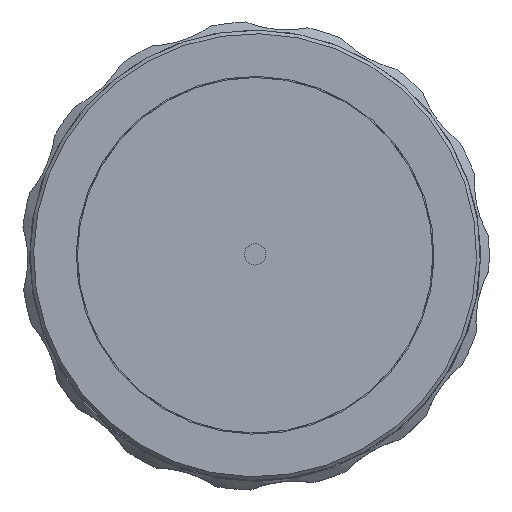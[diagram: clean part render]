
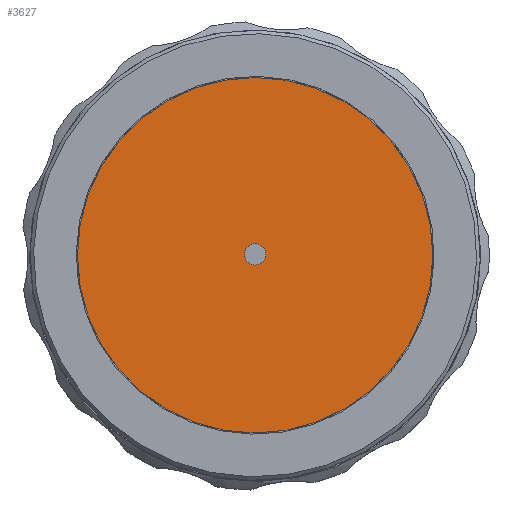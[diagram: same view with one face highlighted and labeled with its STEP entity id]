
A CAD part, top view. The second image highlights one B-rep face of the part: STEP entity #3627.
In plain terms, the highlighted planar face has unit normal (0, 0, 1).
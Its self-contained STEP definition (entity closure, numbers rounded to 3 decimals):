
#932 = DIRECTION ( 'NONE',  ( 1., 0., 0. ) ) ;
#999 = AXIS2_PLACEMENT_3D ( 'NONE', #2617, #3956, #932 ) ;
#1138 = DIRECTION ( 'NONE',  ( -1., 0., 0. ) ) ;
#1824 = EDGE_LOOP ( 'NONE', ( #3000 ) ) ;
#1827 = EDGE_CURVE ( 'NONE', #2955, #2955, #4152, .T. ) ;
#2288 = FACE_OUTER_BOUND ( 'NONE', #1824, .T. ) ;
#2614 = AXIS2_PLACEMENT_3D ( 'NONE', #3152, #4160, #1138 ) ;
#2617 = CARTESIAN_POINT ( 'NONE',  ( 0., 0., 54.498 ) ) ;
#2955 = VERTEX_POINT ( 'NONE', #3959 ) ;
#3000 = ORIENTED_EDGE ( 'NONE', *, *, #1827, .F. ) ;
#3152 = CARTESIAN_POINT ( 'NONE',  ( 0., 0., 54.498 ) ) ;
#3627 = ADVANCED_FACE ( 'NONE', ( #2288 ), #4043, .T. ) ;
#3956 = DIRECTION ( 'NONE',  ( 0., 0., 1. ) ) ;
#3959 = CARTESIAN_POINT ( 'NONE',  ( -15., 0., 54.498 ) ) ;
#4043 = PLANE ( 'NONE',  #999 ) ;
#4152 = CIRCLE ( 'NONE', #2614, 15. ) ;
#4160 = DIRECTION ( 'NONE',  ( 0., 0., -1. ) ) ;
